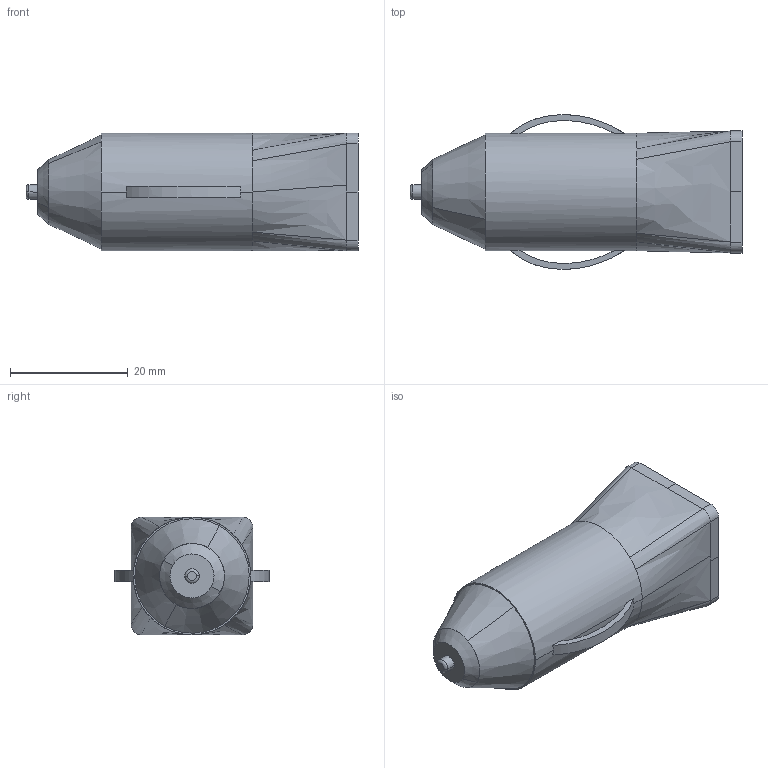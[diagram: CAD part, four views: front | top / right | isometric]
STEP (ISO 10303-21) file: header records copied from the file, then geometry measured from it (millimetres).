
FILE_DESCRIPTION(('CATIA V5 STEP Exchange'),'2;1');
FILE_NAME('usbcar.stp','2014-02-17T15:22:06+00:00',('none'),('none'),'CATIA Version 5 Release 19 SP 2 (IN-10)','CATIA V5 STEP AP203','none');
FILE_SCHEMA(('CONFIG_CONTROL_DESIGN'));
Length unit declared in the file: millimetre
Products named in the file (1): usbcar
Assembly tree (1 placements, depth 2):
  usbcar
    #56
Bounding box: 56.5 x 26.35 x 20.05 mm (x, y, z)
Volume: 16175 mm3; surface area: 4442.6 mm2
Topology: 1 solids, 1 shells, 76 faces, 196 edges, 126 vertices
Faces by surface type: plane 34, cylinder 20, bspline 10, extrusion 4, cone 4, torus 4
Entity records: 2744 total; most frequent: CARTESIAN_POINT 1006, ORIENTED_EDGE 392, DIRECTION 252, EDGE_CURVE 196, VERTEX_POINT 126, AXIS2_PLACEMENT_3D 110, VECTOR 92, LINE 88
